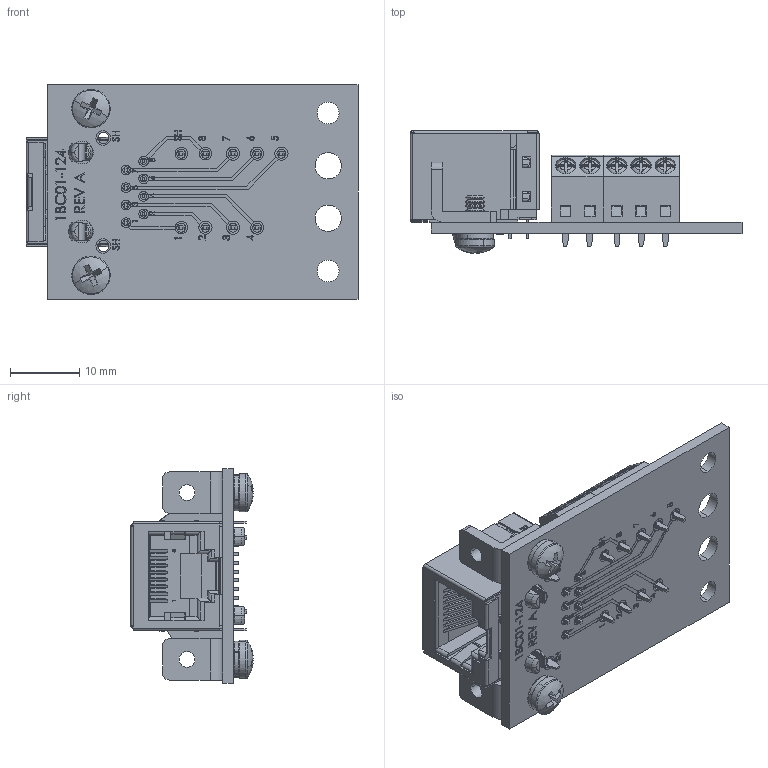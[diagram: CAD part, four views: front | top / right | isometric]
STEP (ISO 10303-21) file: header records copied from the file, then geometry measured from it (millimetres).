
FILE_DESCRIPTION (( 'STEP AP214' ), '1' );
FILE_NAME ('RJ45FTJ.STEP', '2018-11-13T14:07:55', ( '' ), ( '' ), 'SwSTEP 2.0', 'SolidWorks 2017', '' );
FILE_SCHEMA (( 'AUTOMOTIVE_DESIGN' ));
Length unit declared in the file: millimetre
Products named in the file (10): 1AJ09-155_without 4-40 threads; RJ45FTJ; 1AM07-196; 1AJ03-009_Compressed; 1AM07-195; 1AD04-017; 1AD04-017-MA1; 1AJ02-046_default; 1BC01-124; 1AD04-017-MA2
Assembly tree (14 placements, depth 3):
  RJ45FTJ
    1BC01-124
    1AJ02-046_default  x2
    1AJ03-009_Compressed  x2
    1AJ09-155_without 4-40 threads  x2
    1AM07-195  x3
    1AM07-196
    1AD04-017
      1AD04-017-MA1
      1AD04-017-MA2
Bounding box: 48.05 x 17.7 x 31 mm (x, y, z)
Volume: 4971.3 mm3; surface area: 11727.1 mm2
Topology: 34 solids, 42 shells, 2717 faces, 7086 edges, 4585 vertices
Faces by surface type: plane 1761, cylinder 391, bspline 379, cone 100, torus 82, sphere 4
Entity records: 92798 total; most frequent: CARTESIAN_POINT 35014, ORIENTED_EDGE 11446, DIRECTION 9267, EDGE_CURVE 5726, VECTOR 4019, LINE 4019, VERTEX_POINT 3719, AXIS2_PLACEMENT_3D 2624
